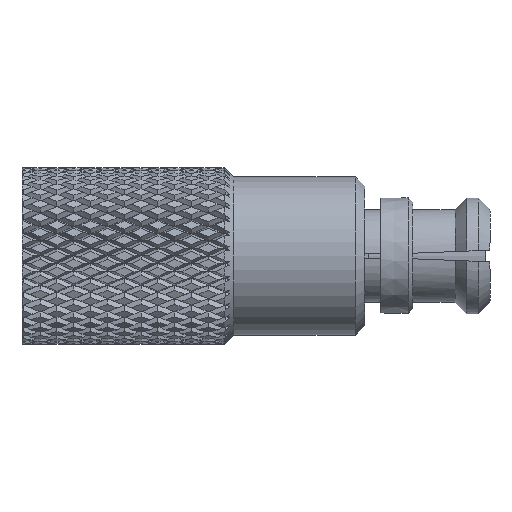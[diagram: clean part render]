
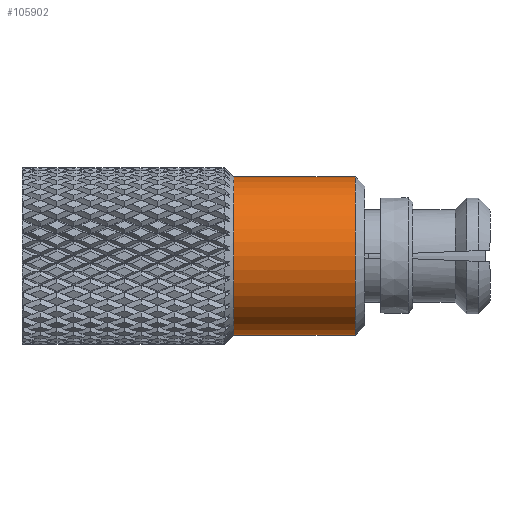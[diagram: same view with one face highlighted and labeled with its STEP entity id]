
A CAD part, front view. The second image highlights one B-rep face of the part: STEP entity #105902.
In plain terms, the highlighted cylindrical face has radius 2.146 mm (diameter 4.293 mm), a partial arc.
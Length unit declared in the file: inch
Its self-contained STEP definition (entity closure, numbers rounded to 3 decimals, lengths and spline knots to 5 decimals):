
#170 = EDGE_CURVE ( 'NONE', #59773, #5377, #32509, .T. ) ;
#506 = EDGE_CURVE ( 'NONE', #23163, #80304, #83319, .T. ) ;
#1578 = AXIS2_PLACEMENT_3D ( 'NONE', #28916, #12124, #3497 ) ;
#3497 = DIRECTION ( 'NONE',  ( 0., 0., 1. ) ) ;
#3983 = CARTESIAN_POINT ( 'NONE',  ( 0.53309, 0., 0.0845 ) ) ;
#5377 = VERTEX_POINT ( 'NONE', #68456 ) ;
#12124 = DIRECTION ( 'NONE',  ( -1., 0., 0. ) ) ;
#15455 = VECTOR ( 'NONE', #102440, 39.37008 ) ;
#23099 = FACE_OUTER_BOUND ( 'NONE', #45931, .T. ) ;
#23163 = VERTEX_POINT ( 'NONE', #82799 ) ;
#28916 = CARTESIAN_POINT ( 'NONE',  ( 0.53309, 0., 0. ) ) ;
#32509 = CIRCLE ( 'NONE', #1578, 0.0845 ) ;
#40542 = CYLINDRICAL_SURFACE ( 'NONE', #56921, 0.0845 ) ;
#41476 = ORIENTED_EDGE ( 'NONE', *, *, #506, .T. ) ;
#45931 = EDGE_LOOP ( 'NONE', ( #48848, #93675, #92293, #41476 ) ) ;
#48353 = AXIS2_PLACEMENT_3D ( 'NONE', #74070, #101271, #58085 ) ;
#48848 = ORIENTED_EDGE ( 'NONE', *, *, #55343, .F. ) ;
#50263 = EDGE_CURVE ( 'NONE', #59773, #23163, #94446, .T. ) ;
#51837 = DIRECTION ( 'NONE',  ( 1., 0., 0. ) ) ;
#55343 = EDGE_CURVE ( 'NONE', #5377, #80304, #57461, .T. ) ;
#56921 = AXIS2_PLACEMENT_3D ( 'NONE', #110085, #51837, #76480 ) ;
#57461 = LINE ( 'NONE', #3983, #58739 ) ;
#58085 = DIRECTION ( 'NONE',  ( 0., 0., 1. ) ) ;
#58665 = CARTESIAN_POINT ( 'NONE',  ( 0.66309, 0., 0.0845 ) ) ;
#58739 = VECTOR ( 'NONE', #72808, 39.37008 ) ;
#59773 = VERTEX_POINT ( 'NONE', #68648 ) ;
#68456 = CARTESIAN_POINT ( 'NONE',  ( 0.53309, 0., 0.0845 ) ) ;
#68648 = CARTESIAN_POINT ( 'NONE',  ( 0.53309, 0., -0.0845 ) ) ;
#72808 = DIRECTION ( 'NONE',  ( 1., 0., 0. ) ) ;
#74070 = CARTESIAN_POINT ( 'NONE',  ( 0.66309, 0., 0. ) ) ;
#76480 = DIRECTION ( 'NONE',  ( 0., 0., -1. ) ) ;
#80304 = VERTEX_POINT ( 'NONE', #58665 ) ;
#82799 = CARTESIAN_POINT ( 'NONE',  ( 0.66309, 0., -0.0845 ) ) ;
#83319 = CIRCLE ( 'NONE', #48353, 0.0845 ) ;
#92293 = ORIENTED_EDGE ( 'NONE', *, *, #50263, .T. ) ;
#92759 = CARTESIAN_POINT ( 'NONE',  ( 0.53309, 0., -0.0845 ) ) ;
#93675 = ORIENTED_EDGE ( 'NONE', *, *, #170, .F. ) ;
#94446 = LINE ( 'NONE', #92759, #15455 ) ;
#101271 = DIRECTION ( 'NONE',  ( -1., 0., 0. ) ) ;
#102440 = DIRECTION ( 'NONE',  ( 1., 0., 0. ) ) ;
#105902 = ADVANCED_FACE ( 'NONE', ( #23099 ), #40542, .T. ) ;
#110085 = CARTESIAN_POINT ( 'NONE',  ( 0.53309, 0., 0. ) ) ;
